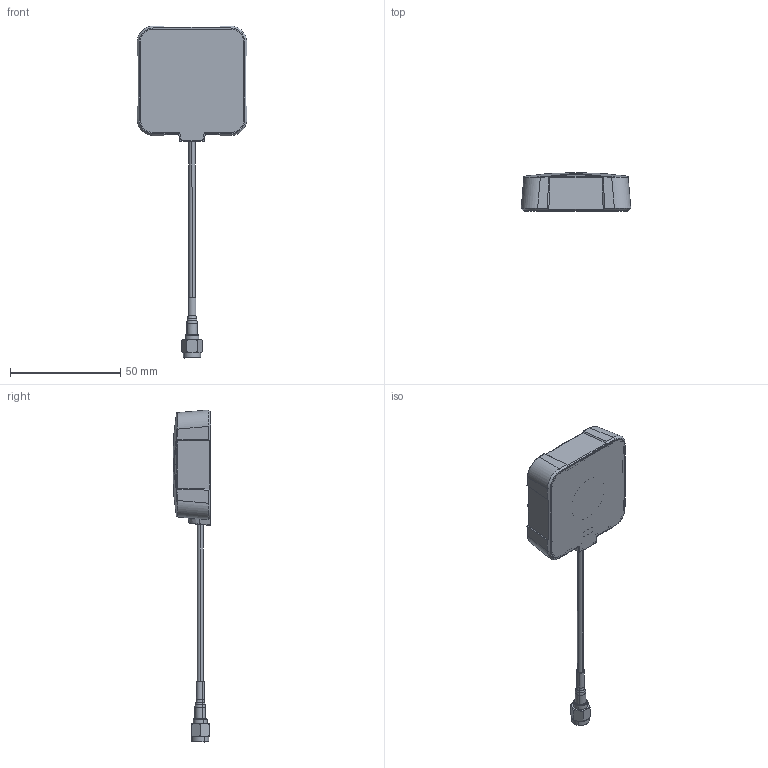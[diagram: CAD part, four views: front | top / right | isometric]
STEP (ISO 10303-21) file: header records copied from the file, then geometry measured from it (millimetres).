
FILE_DESCRIPTION (( 'STEP AP214' ), '1' );
FILE_NAME ('AA.175.B.301111_Web.STEP', '2024-06-20T03:28:58', ( '' ), ( '' ), 'SwSTEP 2.0', 'SolidWorks 2022', '' );
FILE_SCHEMA (( 'AUTOMOTIVE_DESIGN' ));
Length unit declared in the file: millimetre
Products named in the file (1): AA.175.B.301111_Web
Bounding box: 49.84 x 17.26 x 150.88 mm (x, y, z)
Surface area: 11702.7 mm2 (no closed solid volume)
Topology: 0 solids, 6 shells, 174 faces, 528 edges, 370 vertices
Faces by surface type: plane 60, cylinder 41, bspline 28, torus 25, cone 12, sphere 8
Entity records: 10209 total; most frequent: CARTESIAN_POINT 6298, ORIENTED_EDGE 1008, EDGE_CURVE 528, B_SPLINE_CURVE_WITH_KNOTS 477, VERTEX_POINT 370, DIRECTION 342, EDGE_LOOP 189, FACE_OUTER_BOUND 174
